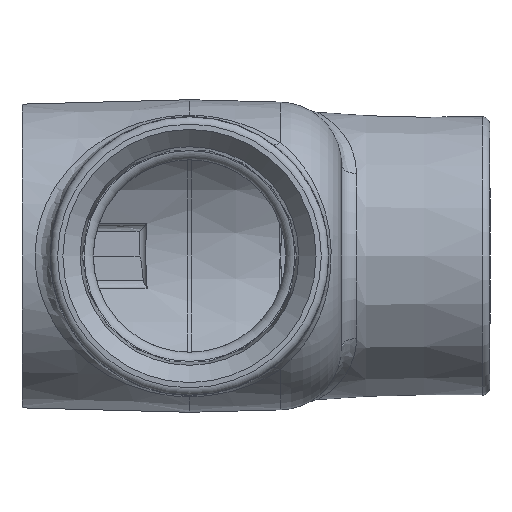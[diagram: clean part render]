
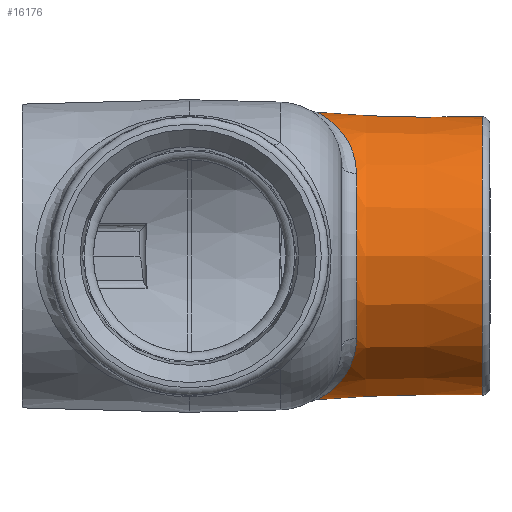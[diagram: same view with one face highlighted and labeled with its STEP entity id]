
A CAD part, left-side view. The second image highlights one B-rep face of the part: STEP entity #16176.
In plain terms, the highlighted conical face has half-angle 1.5 degrees and reference radius 28.377 mm.
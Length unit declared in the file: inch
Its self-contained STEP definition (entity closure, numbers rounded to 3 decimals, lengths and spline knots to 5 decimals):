
#48=CONICAL_SURFACE('',#16882,1.11719,0.026);
#167=CIRCLE('',#16874,1.1451);
#173=CIRCLE('',#16883,1.1187);
#174=CIRCLE('',#16884,1.1187);
#817=B_SPLINE_CURVE_WITH_KNOTS('',3,(#28871,#28872,#28873,#28874,#28875,
#28876,#28877,#28878),.UNSPECIFIED.,.F.,.F.,(4,1,1,1,1,4),(0.,0.44569,
0.89138,1.33707,2.22845,3.11984),
 .UNSPECIFIED.);
#819=B_SPLINE_CURVE_WITH_KNOTS('',3,(#28936,#28937,#28938,#28939,#28940,
#28941,#28942,#28943),.UNSPECIFIED.,.F.,.F.,(4,1,1,1,1,4),(0.,
0.89137,1.33705,2.22842,2.67411,3.11979),
 .UNSPECIFIED.);
#821=B_SPLINE_CURVE_WITH_KNOTS('',3,(#28995,#28996,#28997,#28998,#28999,
#29000,#29001),.UNSPECIFIED.,.F.,.F.,(4,1,1,1,4),(0.,1.48542,2.97084,
4.45625,5.19893),.UNSPECIFIED.);
#822=B_SPLINE_CURVE_WITH_KNOTS('',3,(#29002,#29003,#29004,#29005,#29006,
#29007,#29008),.UNSPECIFIED.,.F.,.F.,(4,1,1,1,4),(5.19893,5.94167,
7.42709,8.91251,10.39792),.UNSPECIFIED.);
#2024=FACE_OUTER_BOUND('',#2970,.T.);
#2970=EDGE_LOOP('',(#14399,#14400,#14401,#14402,#14403,#14404,#14405,#14406,
#14407));
#4597=LINE('',#29022,#6178);
#6178=VECTOR('',#19787,1.11719);
#7660=VERTEX_POINT('',#28857);
#7663=VERTEX_POINT('',#28869);
#7664=VERTEX_POINT('',#28880);
#7666=VERTEX_POINT('',#28925);
#7668=VERTEX_POINT('',#28994);
#7672=VERTEX_POINT('',#29021);
#7673=VERTEX_POINT('',#29023);
#9934=EDGE_CURVE('',#7663,#7660,#817,.T.);
#9937=EDGE_CURVE('',#7660,#7664,#167,.T.);
#9940=EDGE_CURVE('',#7664,#7666,#819,.T.);
#9942=EDGE_CURVE('',#7666,#7668,#821,.T.);
#9943=EDGE_CURVE('',#7668,#7663,#822,.T.);
#9950=EDGE_CURVE('',#7668,#7672,#4597,.T.);
#9951=EDGE_CURVE('',#7673,#7672,#173,.T.);
#9952=EDGE_CURVE('',#7672,#7673,#174,.T.);
#14399=ORIENTED_EDGE('',*,*,#9934,.F.);
#14400=ORIENTED_EDGE('',*,*,#9943,.F.);
#14401=ORIENTED_EDGE('',*,*,#9950,.T.);
#14402=ORIENTED_EDGE('',*,*,#9951,.F.);
#14403=ORIENTED_EDGE('',*,*,#9952,.F.);
#14404=ORIENTED_EDGE('',*,*,#9950,.F.);
#14405=ORIENTED_EDGE('',*,*,#9942,.F.);
#14406=ORIENTED_EDGE('',*,*,#9940,.F.);
#14407=ORIENTED_EDGE('',*,*,#9937,.F.);
#16176=ADVANCED_FACE('',(#2024),#48,.T.);
#16874=AXIS2_PLACEMENT_3D('',#28884,#19767,#19768);
#16882=AXIS2_PLACEMENT_3D('',#29020,#19785,#19786);
#16883=AXIS2_PLACEMENT_3D('',#29024,#19788,#19789);
#16884=AXIS2_PLACEMENT_3D('',#29025,#19790,#19791);
#19767=DIRECTION('center_axis',(0.,1.,0.));
#19768=DIRECTION('ref_axis',(-1.,0.,0.));
#19785=DIRECTION('center_axis',(0.,1.,0.));
#19786=DIRECTION('ref_axis',(-1.,0.,0.));
#19787=DIRECTION('',(-0.026,-1.,0.));
#19788=DIRECTION('center_axis',(0.,-1.,0.));
#19789=DIRECTION('ref_axis',(-1.,0.,0.));
#19790=DIRECTION('center_axis',(0.,-1.,0.));
#19791=DIRECTION('ref_axis',(-1.,0.,0.));
#28857=CARTESIAN_POINT('',(0.88254,-2.68423,-0.66264));
#28869=CARTESIAN_POINT('',(1.78469,-2.36891,-1.15292));
#28871=CARTESIAN_POINT('Ctrl Pts',(1.78469,-2.36891,-1.15292));
#28872=CARTESIAN_POINT('Ctrl Pts',(1.73201,-2.37187,-1.15139));
#28873=CARTESIAN_POINT('Ctrl Pts',(1.62797,-2.393,-1.14063));
#28874=CARTESIAN_POINT('Ctrl Pts',(1.482,-2.45016,-1.10488));
#28875=CARTESIAN_POINT('Ctrl Pts',(1.29918,-2.53665,-1.03395));
#28876=CARTESIAN_POINT('Ctrl Pts',(1.08805,-2.64113,-0.90243));
#28877=CARTESIAN_POINT('Ctrl Pts',(0.94358,-2.68423,
-0.74865));
#28878=CARTESIAN_POINT('Ctrl Pts',(0.88254,-2.68423,
-0.66264));
#28880=CARTESIAN_POINT('',(0.88254,-2.68423,0.66264));
#28884=CARTESIAN_POINT('Origin',(1.81644,-2.68423,0.));
#28925=CARTESIAN_POINT('',(1.78469,-2.36891,1.15292));
#28936=CARTESIAN_POINT('Ctrl Pts',(0.88254,-2.68423,
0.66264));
#28937=CARTESIAN_POINT('Ctrl Pts',(0.94357,-2.68423,
0.74865));
#28938=CARTESIAN_POINT('Ctrl Pts',(1.05183,-2.65174,0.86414));
#28939=CARTESIAN_POINT('Ctrl Pts',(1.25563,-2.56029,1.01052));
#28940=CARTESIAN_POINT('Ctrl Pts',(1.43359,-2.46935,1.09295));
#28941=CARTESIAN_POINT('Ctrl Pts',(1.62787,-2.39294,1.14063));
#28942=CARTESIAN_POINT('Ctrl Pts',(1.73201,-2.37187,1.15139));
#28943=CARTESIAN_POINT('Ctrl Pts',(1.78469,-2.36891,1.15292));
#28994=CARTESIAN_POINT('',(2.97184,-2.29058,0.));
#28995=CARTESIAN_POINT('Ctrl Pts',(1.78469,-2.36891,1.15292));
#28996=CARTESIAN_POINT('Ctrl Pts',(1.96027,-2.35907,1.15801));
#28997=CARTESIAN_POINT('Ctrl Pts',(2.31371,-2.33801,1.08672));
#28998=CARTESIAN_POINT('Ctrl Pts',(2.74233,-2.30855,0.75666));
#28999=CARTESIAN_POINT('Ctrl Pts',(2.94192,-2.29293,0.3519));
#29000=CARTESIAN_POINT('Ctrl Pts',(2.97179,-2.2906,0.08799));
#29001=CARTESIAN_POINT('Ctrl Pts',(2.97177,-2.2906,0.00001));
#29002=CARTESIAN_POINT('Ctrl Pts',(2.97177,-2.2906,0.00001));
#29003=CARTESIAN_POINT('Ctrl Pts',(2.97176,-2.2906,-0.08797));
#29004=CARTESIAN_POINT('Ctrl Pts',(2.94179,-2.29295,-0.35191));
#29005=CARTESIAN_POINT('Ctrl Pts',(2.74248,-2.30855,-0.75677));
#29006=CARTESIAN_POINT('Ctrl Pts',(2.31359,-2.33801,-1.08665));
#29007=CARTESIAN_POINT('Ctrl Pts',(1.96027,-2.35907,-1.15801));
#29008=CARTESIAN_POINT('Ctrl Pts',(1.78469,-2.36891,-1.15292));
#29020=CARTESIAN_POINT('Origin',(1.81644,-3.75,0.));
#29021=CARTESIAN_POINT('',(2.93514,-3.69225,0.));
#29022=CARTESIAN_POINT('',(2.93362,-3.75,0.));
#29023=CARTESIAN_POINT('',(1.81644,-3.69225,1.1187));
#29024=CARTESIAN_POINT('Origin',(1.81644,-3.69225,0.));
#29025=CARTESIAN_POINT('Origin',(1.81644,-3.69225,0.));
